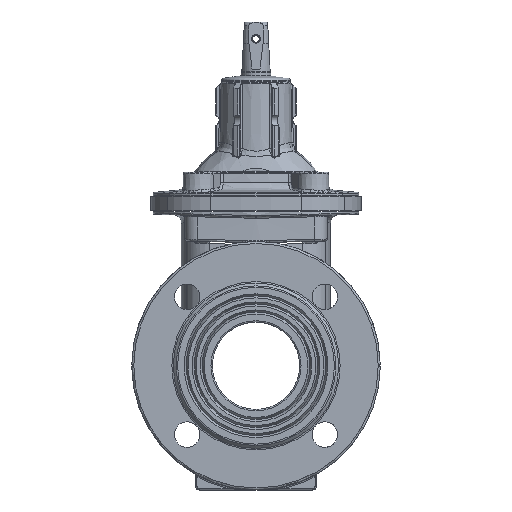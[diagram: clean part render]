
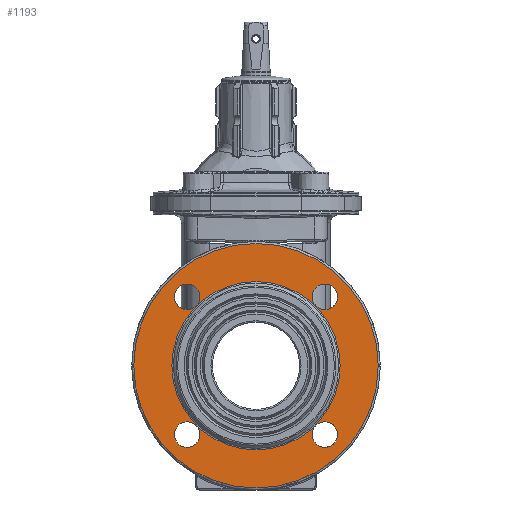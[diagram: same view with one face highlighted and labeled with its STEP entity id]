
A CAD part, front view. The second image highlights one B-rep face of the part: STEP entity #1193.
In plain terms, the highlighted planar face has unit normal (0, -1, 0).
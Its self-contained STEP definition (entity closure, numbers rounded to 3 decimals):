
#295 = EDGE_CURVE ( 'NONE', #16880, #16880, #23313, .T. ) ;
#534 = CARTESIAN_POINT ( 'NONE',  ( 0., -82., 0. ) ) ;
#585 = ORIENTED_EDGE ( 'NONE', *, *, #295, .T. ) ;
#1113 = CIRCLE ( 'NONE', #27792, 9.5 ) ;
#1193 = ADVANCED_FACE ( 'NONE', ( #29409, #13491, #3543, #8096, #11361, #5259 ), #14156, .F. ) ;
#3062 = CIRCLE ( 'NONE', #19018, 9.5 ) ;
#3543 = FACE_BOUND ( 'NONE', #27000, .T. ) ;
#4127 = VERTEX_POINT ( 'NONE', #16374 ) ;
#5259 = FACE_BOUND ( 'NONE', #11680, .T. ) ;
#5742 = DIRECTION ( 'NONE',  ( 0., -1., 0. ) ) ;
#5938 = EDGE_CURVE ( 'NONE', #28348, #28348, #3062, .T. ) ;
#7344 = DIRECTION ( 'NONE',  ( 0., 1., 0. ) ) ;
#8096 = FACE_BOUND ( 'NONE', #29056, .T. ) ;
#8186 = ORIENTED_EDGE ( 'NONE', *, *, #30640, .T. ) ;
#8528 = EDGE_CURVE ( 'NONE', #26682, #26682, #28616, .T. ) ;
#9080 = CARTESIAN_POINT ( 'NONE',  ( 51.265, -82., 51.265 ) ) ;
#9854 = DIRECTION ( 'NONE',  ( 0., -1., 0. ) ) ;
#9893 = ORIENTED_EDGE ( 'NONE', *, *, #26797, .F. ) ;
#10425 = AXIS2_PLACEMENT_3D ( 'NONE', #23046, #7344, #25660 ) ;
#10667 = AXIS2_PLACEMENT_3D ( 'NONE', #534, #18897, #27220 ) ;
#11361 = FACE_BOUND ( 'NONE', #19657, .T. ) ;
#11680 = EDGE_LOOP ( 'NONE', ( #28306 ) ) ;
#11751 = DIRECTION ( 'NONE',  ( 0., 0., 1. ) ) ;
#12731 = CARTESIAN_POINT ( 'NONE',  ( -51.265, -82., -51.265 ) ) ;
#13491 = FACE_OUTER_BOUND ( 'NONE', #14113, .T. ) ;
#13848 = EDGE_CURVE ( 'NONE', #4127, #4127, #28599, .T. ) ;
#14111 = CARTESIAN_POINT ( 'NONE',  ( 0., -82., -62.621 ) ) ;
#14113 = EDGE_LOOP ( 'NONE', ( #585 ) ) ;
#14156 = PLANE ( 'NONE',  #26880 ) ;
#15337 = DIRECTION ( 'NONE',  ( 0., 0., 1. ) ) ;
#16260 = CARTESIAN_POINT ( 'NONE',  ( -51.265, -82., -41.765 ) ) ;
#16374 = CARTESIAN_POINT ( 'NONE',  ( 51.265, -82., 60.765 ) ) ;
#16880 = VERTEX_POINT ( 'NONE', #31106 ) ;
#18510 = VERTEX_POINT ( 'NONE', #14111 ) ;
#18897 = DIRECTION ( 'NONE',  ( 0., -1., 0. ) ) ;
#19018 = AXIS2_PLACEMENT_3D ( 'NONE', #20520, #5742, #21443 ) ;
#19316 = VERTEX_POINT ( 'NONE', #24483 ) ;
#19657 = EDGE_LOOP ( 'NONE', ( #26309 ) ) ;
#19967 = ORIENTED_EDGE ( 'NONE', *, *, #8528, .F. ) ;
#20304 = CARTESIAN_POINT ( 'NONE',  ( 0., -82., -62. ) ) ;
#20520 = CARTESIAN_POINT ( 'NONE',  ( -51.265, -82., 51.265 ) ) ;
#20725 = CARTESIAN_POINT ( 'NONE',  ( -51.265, -82., 60.765 ) ) ;
#21443 = DIRECTION ( 'NONE',  ( 0., 0., 1. ) ) ;
#22703 = DIRECTION ( 'NONE',  ( 0., 1., 0. ) ) ;
#23046 = CARTESIAN_POINT ( 'NONE',  ( 0., -82., 0. ) ) ;
#23203 = DIRECTION ( 'NONE',  ( 0., 0., -1. ) ) ;
#23313 = CIRCLE ( 'NONE', #10667, 91. ) ;
#24483 = CARTESIAN_POINT ( 'NONE',  ( 51.265, -82., -41.765 ) ) ;
#25525 = CARTESIAN_POINT ( 'NONE',  ( 51.265, -82., -51.265 ) ) ;
#25612 = EDGE_LOOP ( 'NONE', ( #8186 ) ) ;
#25660 = DIRECTION ( 'NONE',  ( 0., 0., -1. ) ) ;
#26309 = ORIENTED_EDGE ( 'NONE', *, *, #13848, .F. ) ;
#26682 = VERTEX_POINT ( 'NONE', #16260 ) ;
#26797 = EDGE_CURVE ( 'NONE', #19316, #19316, #1113, .T. ) ;
#26880 = AXIS2_PLACEMENT_3D ( 'NONE', #20304, #22703, #23203 ) ;
#27000 = EDGE_LOOP ( 'NONE', ( #19967 ) ) ;
#27158 = AXIS2_PLACEMENT_3D ( 'NONE', #12731, #30988, #15337 ) ;
#27220 = DIRECTION ( 'NONE',  ( 0., 0., -1. ) ) ;
#27374 = DIRECTION ( 'NONE',  ( 0., -1., 0. ) ) ;
#27792 = AXIS2_PLACEMENT_3D ( 'NONE', #25525, #9854, #28163 ) ;
#28163 = DIRECTION ( 'NONE',  ( 0., 0., 1. ) ) ;
#28306 = ORIENTED_EDGE ( 'NONE', *, *, #5938, .F. ) ;
#28348 = VERTEX_POINT ( 'NONE', #20725 ) ;
#28599 = CIRCLE ( 'NONE', #33180, 9.5 ) ;
#28616 = CIRCLE ( 'NONE', #27158, 9.5 ) ;
#29056 = EDGE_LOOP ( 'NONE', ( #9893 ) ) ;
#29409 = FACE_BOUND ( 'NONE', #25612, .T. ) ;
#30640 = EDGE_CURVE ( 'NONE', #18510, #18510, #32140, .T. ) ;
#30988 = DIRECTION ( 'NONE',  ( 0., -1., 0. ) ) ;
#31106 = CARTESIAN_POINT ( 'NONE',  ( 0., -82., -91. ) ) ;
#32140 = CIRCLE ( 'NONE', #10425, 62.621 ) ;
#33180 = AXIS2_PLACEMENT_3D ( 'NONE', #9080, #27374, #11751 ) ;
